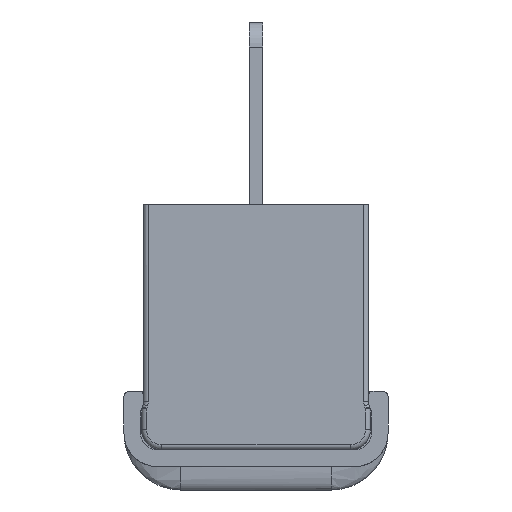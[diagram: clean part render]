
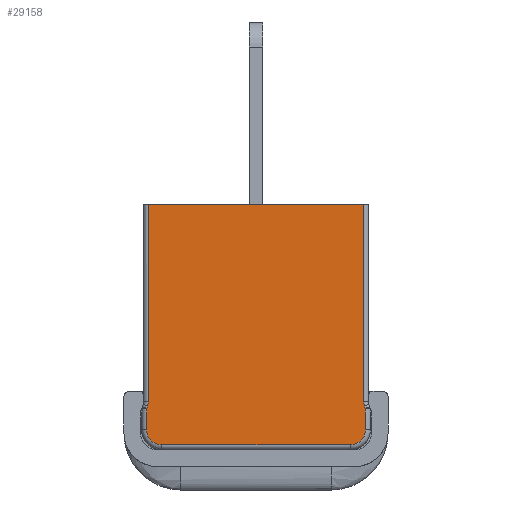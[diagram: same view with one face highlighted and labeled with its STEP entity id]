
A CAD part, left-side view. The second image highlights one B-rep face of the part: STEP entity #29158.
In plain terms, the highlighted planar face has unit normal (-1, 0, 0).
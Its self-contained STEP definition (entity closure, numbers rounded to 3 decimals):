
#16399=CARTESIAN_POINT('',(-23.61,5.65,-9.7));
#16400=VERTEX_POINT('',#16399);
#16401=CARTESIAN_POINT('',(-23.61,-5.65,-9.7));
#16402=VERTEX_POINT('',#16401);
#16403=CARTESIAN_POINT('',(-23.61,5.65,-9.7));
#16404=DIRECTION('',(0.,-1.,0.));
#16405=VECTOR('',#16404,11.3);
#16406=LINE('',#16403,#16405);
#16407=EDGE_CURVE('',#16400,#16402,#16406,.T.);
#22323=CARTESIAN_POINT('',(-23.61,-6.45,-7.129));
#22324=VERTEX_POINT('',#22323);
#22325=CARTESIAN_POINT('',(-23.61,-6.45,4.7));
#22326=VERTEX_POINT('',#22325);
#22327=CARTESIAN_POINT('',(-23.61,-6.45,-7.129));
#22328=DIRECTION('',(0.,0.,1.));
#22329=VECTOR('',#22328,11.829);
#22330=LINE('',#22327,#22329);
#22331=EDGE_CURVE('',#22324,#22326,#22330,.T.);
#22365=CARTESIAN_POINT('',(-23.61,-6.492,-7.369));
#22366=VERTEX_POINT('',#22365);
#22367=CARTESIAN_POINT('',(-23.61,-7.15,-7.129));
#22368=DIRECTION('',(0.,0.94,-0.342));
#22369=DIRECTION('',(1.,0.,0.));
#22370=AXIS2_PLACEMENT_3D('',#22367,#22369,#22368);
#22371=CIRCLE('',#22370,0.7);
#22372=EDGE_CURVE('',#22366,#22324,#22371,.T.);
#22391=CARTESIAN_POINT('',(-23.61,-6.544,-7.511));
#22392=VERTEX_POINT('',#22391);
#22393=CARTESIAN_POINT('',(-23.61,-6.544,-7.511));
#22394=DIRECTION('',(0.,0.342,0.94));
#22395=VECTOR('',#22394,0.151);
#22396=LINE('',#22393,#22395);
#22397=EDGE_CURVE('',#22392,#22366,#22396,.T.);
#22428=CARTESIAN_POINT('',(-23.61,-6.55,-7.545));
#22429=VERTEX_POINT('',#22428);
#22430=CARTESIAN_POINT('',(-23.61,-6.45,-7.545));
#22431=DIRECTION('',(0.,-1.,0.));
#22432=DIRECTION('',(-1.,0.,0.));
#22433=AXIS2_PLACEMENT_3D('',#22430,#22432,#22431);
#22434=CIRCLE('',#22433,0.1);
#22435=EDGE_CURVE('',#22429,#22392,#22434,.T.);
#22567=CARTESIAN_POINT('',(-23.61,6.544,-7.511));
#22568=VERTEX_POINT('',#22567);
#22569=CARTESIAN_POINT('',(-23.61,6.55,-7.545));
#22570=VERTEX_POINT('',#22569);
#22571=CARTESIAN_POINT('',(-23.61,6.45,-7.545));
#22572=DIRECTION('',(0.,0.94,0.342));
#22573=DIRECTION('',(-1.,0.,0.));
#22574=AXIS2_PLACEMENT_3D('',#22571,#22573,#22572);
#22575=CIRCLE('',#22574,0.1);
#22576=EDGE_CURVE('',#22568,#22570,#22575,.T.);
#22602=CARTESIAN_POINT('',(-23.61,6.492,-7.369));
#22603=VERTEX_POINT('',#22602);
#22604=CARTESIAN_POINT('',(-23.61,6.492,-7.369));
#22605=DIRECTION('',(0.,0.342,-0.94));
#22606=VECTOR('',#22605,0.151);
#22607=LINE('',#22604,#22606);
#22608=EDGE_CURVE('',#22603,#22568,#22607,.T.);
#22627=CARTESIAN_POINT('',(-23.61,6.45,-7.129));
#22628=VERTEX_POINT('',#22627);
#22629=CARTESIAN_POINT('',(-23.61,7.15,-7.129));
#22630=DIRECTION('',(0.,-1.,0.));
#22631=DIRECTION('',(1.,0.,0.));
#22632=AXIS2_PLACEMENT_3D('',#22629,#22631,#22630);
#22633=CIRCLE('',#22632,0.7);
#22634=EDGE_CURVE('',#22628,#22603,#22633,.T.);
#22664=CARTESIAN_POINT('',(-23.61,6.45,4.7));
#22665=VERTEX_POINT('',#22664);
#22666=CARTESIAN_POINT('',(-23.61,6.45,-7.129));
#22667=DIRECTION('',(0.,0.,1.));
#22668=VECTOR('',#22667,11.829);
#22669=LINE('',#22666,#22668);
#22670=EDGE_CURVE('',#22628,#22665,#22669,.T.);
#29106=CARTESIAN_POINT('',(-23.61,5.65,-8.8));
#29107=DIRECTION('',(0.,-1.,0.));
#29108=DIRECTION('',(-1.,0.,0.));
#29109=AXIS2_PLACEMENT_3D('',#29106,#29108,#29107);
#29110=PLANE('',#29109);
#29111=ORIENTED_EDGE('',*,*,#22670,.F.);
#29112=ORIENTED_EDGE('',*,*,#22634,.T.);
#29113=ORIENTED_EDGE('',*,*,#22608,.T.);
#29114=ORIENTED_EDGE('',*,*,#22576,.T.);
#29115=CARTESIAN_POINT('',(-23.61,6.55,-8.8));
#29116=VERTEX_POINT('',#29115);
#29117=CARTESIAN_POINT('',(-23.61,6.55,-7.545));
#29118=DIRECTION('',(0.,0.,-1.));
#29119=VECTOR('',#29118,1.255);
#29120=LINE('',#29117,#29119);
#29121=EDGE_CURVE('',#22570,#29116,#29120,.T.);
#29122=ORIENTED_EDGE('',*,*,#29121,.T.);
#29123=CARTESIAN_POINT('',(-23.61,5.65,-8.8));
#29124=DIRECTION('',(0.,1.,0.));
#29125=DIRECTION('',(-1.,0.,0.));
#29126=AXIS2_PLACEMENT_3D('',#29123,#29125,#29124);
#29127=CIRCLE('',#29126,0.9);
#29128=EDGE_CURVE('',#29116,#16400,#29127,.T.);
#29129=ORIENTED_EDGE('',*,*,#29128,.T.);
#29130=ORIENTED_EDGE('',*,*,#16407,.T.);
#29131=CARTESIAN_POINT('',(-23.61,-6.55,-8.8));
#29132=VERTEX_POINT('',#29131);
#29133=CARTESIAN_POINT('',(-23.61,-5.65,-8.8));
#29134=DIRECTION('',(0.,0.,-1.));
#29135=DIRECTION('',(-1.,0.,0.));
#29136=AXIS2_PLACEMENT_3D('',#29133,#29135,#29134);
#29137=CIRCLE('',#29136,0.9);
#29138=EDGE_CURVE('',#16402,#29132,#29137,.T.);
#29139=ORIENTED_EDGE('',*,*,#29138,.T.);
#29140=CARTESIAN_POINT('',(-23.61,-6.55,-8.8));
#29141=DIRECTION('',(0.,0.,1.));
#29142=VECTOR('',#29141,1.255);
#29143=LINE('',#29140,#29142);
#29144=EDGE_CURVE('',#29132,#22429,#29143,.T.);
#29145=ORIENTED_EDGE('',*,*,#29144,.T.);
#29146=ORIENTED_EDGE('',*,*,#22435,.T.);
#29147=ORIENTED_EDGE('',*,*,#22397,.T.);
#29148=ORIENTED_EDGE('',*,*,#22372,.T.);
#29149=ORIENTED_EDGE('',*,*,#22331,.T.);
#29150=CARTESIAN_POINT('',(-23.61,6.45,4.7));
#29151=DIRECTION('',(0.,-1.,0.));
#29152=VECTOR('',#29151,12.9);
#29153=LINE('',#29150,#29152);
#29154=EDGE_CURVE('',#22665,#22326,#29153,.T.);
#29155=ORIENTED_EDGE('',*,*,#29154,.F.);
#29156=EDGE_LOOP('',(#29111,#29112,#29113,#29114,#29122,#29129,#29130,#29139,#29145,#29146,#29147,#29148,#29149,#29155));
#29157=FACE_OUTER_BOUND('',#29156,.T.);
#29158=ADVANCED_FACE('',(#29157),#29110,.T.);
